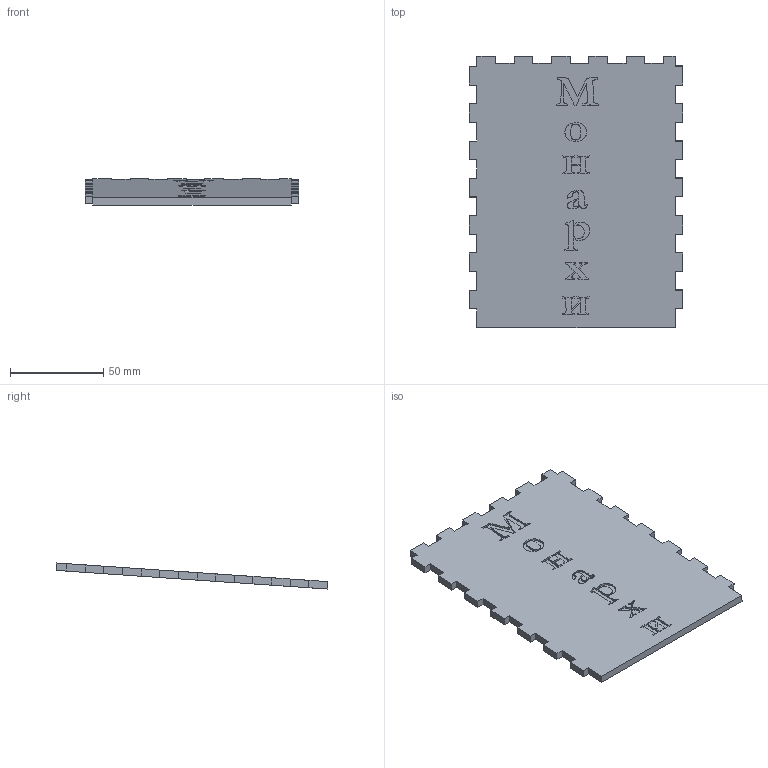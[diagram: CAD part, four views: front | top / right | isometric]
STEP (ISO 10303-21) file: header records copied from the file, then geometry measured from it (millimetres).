
FILE_DESCRIPTION(/* description */ (''),/* implementation_level */ '2;1');
FILE_NAME(/* name */ '',/* time_stamp */ '2025-01-29T19:23:34+03:00',/* author */ ('Phantom'),/* organization */ (''),/* preprocessor_version */ 'ST-DEVELOPER v20',/* originating_system */ 'Autodesk Inventor 2025',/* authorisation */ '');
FILE_SCHEMA (('AUTOMOTIVE_DESIGN { 1 0 10303 214 3 1 1 }'));
Length unit declared in the file: millimetre
Products named in the file (1): стульчак 3
Bounding box: 114.3 x 145.36 x 14 mm (x, y, z)
Volume: 62750.6 mm3; surface area: 34909.4 mm2
Topology: 1 solids, 1 shells, 474 faces, 1386 edges, 924 vertices
Faces by surface type: bspline 247, plane 227
Entity records: 16120 total; most frequent: CARTESIAN_POINT 5218, ORIENTED_EDGE 2772, EDGE_CURVE 1386, DIRECTION 1347, VERTEX_POINT 924, LINE 891, VECTOR 891, B_SPLINE_CURVE_WITH_KNOTS 495
